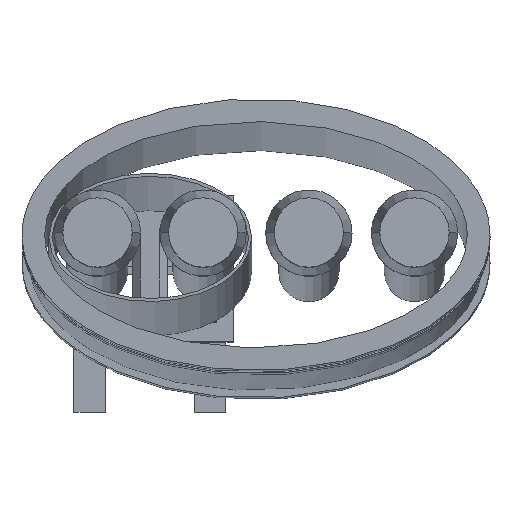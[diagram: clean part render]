
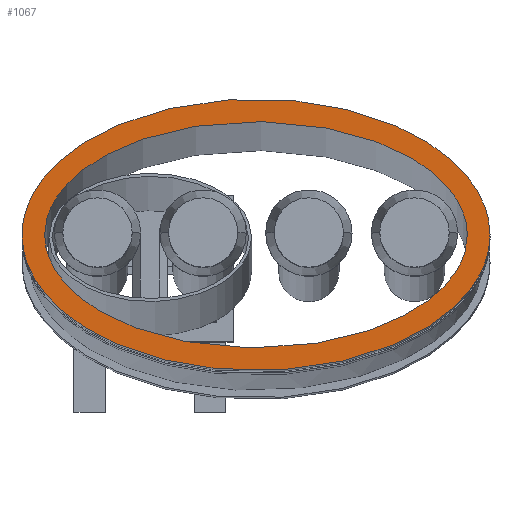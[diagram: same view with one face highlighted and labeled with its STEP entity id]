
A CAD part, top view. The second image highlights one B-rep face of the part: STEP entity #1067.
In plain terms, the highlighted planar face has unit normal (0, 0, 1).
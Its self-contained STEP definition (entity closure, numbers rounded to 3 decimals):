
#47 = CARTESIAN_POINT ( 'NONE',  ( 12.25, -7.5, 335. ) ) ;
#59 = EDGE_LOOP ( 'NONE', ( #294, #2638 ) ) ;
#118 = CARTESIAN_POINT ( 'NONE',  ( 13., 0., 335. ) ) ;
#294 = ORIENTED_EDGE ( 'NONE', *, *, #594, .F. ) ;
#312 = CARTESIAN_POINT ( 'NONE',  ( 12.25, 0., 335. ) ) ;
#319 = EDGE_CURVE ( 'NONE', #3298, #2542, #3203, .T. ) ;
#534 = VERTEX_POINT ( 'NONE', #3485 ) ;
#594 = EDGE_CURVE ( 'NONE', #2542, #3298, #4539, .T. ) ;
#783 = CARTESIAN_POINT ( 'NONE',  ( 12.25, 0., 335. ) ) ;
#1067 = ADVANCED_FACE ( 'NONE', ( #2904, #3128 ), #1991, .T. ) ;
#1095 = CARTESIAN_POINT ( 'NONE',  ( -2.5, 0., 335. ) ) ;
#1260 = CARTESIAN_POINT ( 'NONE',  ( 5.25, 0., 335. ) ) ;
#1288 = CARTESIAN_POINT ( 'NONE',  ( -1.75, 0., 335. ) ) ;
#1349 = CARTESIAN_POINT ( 'NONE',  ( -1.75, 0., 335. ) ) ;
#1428 = DIRECTION ( 'NONE',  ( 0., 0., 1. ) ) ;
#1460 = CARTESIAN_POINT ( 'NONE',  ( 12.25, 7.5, 335. ) ) ;
#1503 = ORIENTED_EDGE ( 'NONE', *, *, #2442, .T. ) ;
#1619 = CARTESIAN_POINT ( 'NONE',  ( -2.5, -9., 335. ) ) ;
#1634 = CARTESIAN_POINT ( 'NONE',  ( -1.75, -7.5, 335. ) ) ;
#1701 =( BOUNDED_CURVE ( )  B_SPLINE_CURVE ( 3, ( #4192, #1619, #2359, #118 ),
 .UNSPECIFIED., .F., .F. ) 
 B_SPLINE_CURVE_WITH_KNOTS ( ( 4, 4 ),
 ( 0., 3.142 ),
 .UNSPECIFIED. ) 
 CURVE ( )  GEOMETRIC_REPRESENTATION_ITEM ( )  RATIONAL_B_SPLINE_CURVE ( ( 1., 0.333, 0.333, 1. ) ) 
 REPRESENTATION_ITEM ( '' )  );
#1991 = PLANE ( 'NONE',  #3954 ) ;
#2107 = ORIENTED_EDGE ( 'NONE', *, *, #4804, .T. ) ;
#2191 = CARTESIAN_POINT ( 'NONE',  ( 13., 9., 335. ) ) ;
#2359 = CARTESIAN_POINT ( 'NONE',  ( 13., -9., 335. ) ) ;
#2442 = EDGE_CURVE ( 'NONE', #534, #2575, #1701, .T. ) ;
#2483 = DIRECTION ( 'NONE',  ( 1., 0., 0. ) ) ;
#2542 = VERTEX_POINT ( 'NONE', #1349 ) ;
#2575 = VERTEX_POINT ( 'NONE', #3947 ) ;
#2638 = ORIENTED_EDGE ( 'NONE', *, *, #319, .F. ) ;
#2904 = FACE_BOUND ( 'NONE', #59, .T. ) ;
#3038 =( BOUNDED_CURVE ( )  B_SPLINE_CURVE ( 3, ( #4750, #2191, #3303, #1095 ),
 .UNSPECIFIED., .F., .F. ) 
 B_SPLINE_CURVE_WITH_KNOTS ( ( 4, 4 ),
 ( 3.142, 6.283 ),
 .UNSPECIFIED. ) 
 CURVE ( )  GEOMETRIC_REPRESENTATION_ITEM ( )  RATIONAL_B_SPLINE_CURVE ( ( 1., 0.333, 0.333, 1. ) ) 
 REPRESENTATION_ITEM ( '' )  );
#3128 = FACE_OUTER_BOUND ( 'NONE', #3444, .T. ) ;
#3203 =( BOUNDED_CURVE ( )  B_SPLINE_CURVE ( 3, ( #312, #1460, #3799, #3863 ),
 .UNSPECIFIED., .F., .F. ) 
 B_SPLINE_CURVE_WITH_KNOTS ( ( 4, 4 ),
 ( 3.142, 6.283 ),
 .UNSPECIFIED. ) 
 CURVE ( )  GEOMETRIC_REPRESENTATION_ITEM ( )  RATIONAL_B_SPLINE_CURVE ( ( 1., 0.333, 0.333, 1. ) ) 
 REPRESENTATION_ITEM ( '' )  );
#3298 = VERTEX_POINT ( 'NONE', #4594 ) ;
#3303 = CARTESIAN_POINT ( 'NONE',  ( -2.5, 9., 335. ) ) ;
#3444 = EDGE_LOOP ( 'NONE', ( #1503, #2107 ) ) ;
#3485 = CARTESIAN_POINT ( 'NONE',  ( -2.5, 0., 335. ) ) ;
#3799 = CARTESIAN_POINT ( 'NONE',  ( -1.75, 7.5, 335. ) ) ;
#3863 = CARTESIAN_POINT ( 'NONE',  ( -1.75, 0., 335. ) ) ;
#3947 = CARTESIAN_POINT ( 'NONE',  ( 13., 0., 335. ) ) ;
#3954 = AXIS2_PLACEMENT_3D ( 'NONE', #1260, #1428, #2483 ) ;
#4192 = CARTESIAN_POINT ( 'NONE',  ( -2.5, 0., 335. ) ) ;
#4539 =( BOUNDED_CURVE ( )  B_SPLINE_CURVE ( 3, ( #1288, #1634, #47, #783 ),
 .UNSPECIFIED., .F., .F. ) 
 B_SPLINE_CURVE_WITH_KNOTS ( ( 4, 4 ),
 ( 0., 3.142 ),
 .UNSPECIFIED. ) 
 CURVE ( )  GEOMETRIC_REPRESENTATION_ITEM ( )  RATIONAL_B_SPLINE_CURVE ( ( 1., 0.333, 0.333, 1. ) ) 
 REPRESENTATION_ITEM ( '' )  );
#4594 = CARTESIAN_POINT ( 'NONE',  ( 12.25, 0., 335. ) ) ;
#4750 = CARTESIAN_POINT ( 'NONE',  ( 13., 0., 335. ) ) ;
#4804 = EDGE_CURVE ( 'NONE', #2575, #534, #3038, .T. ) ;
